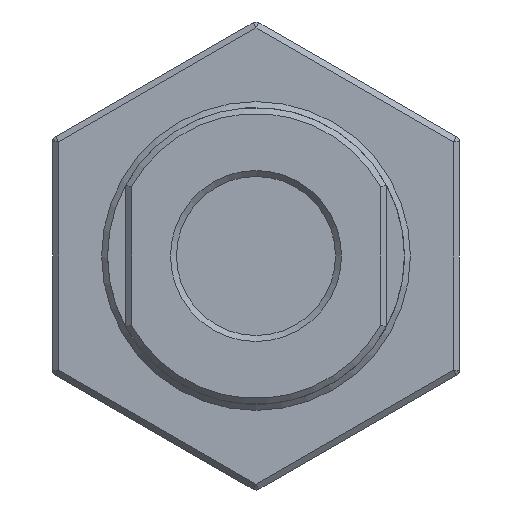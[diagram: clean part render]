
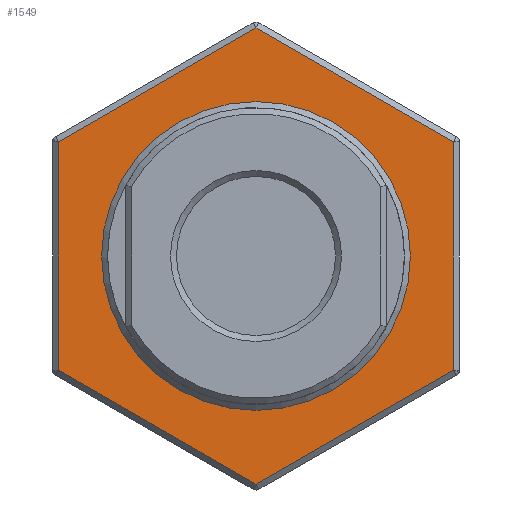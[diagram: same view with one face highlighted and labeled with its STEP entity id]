
A CAD part, front view. The second image highlights one B-rep face of the part: STEP entity #1549.
In plain terms, the highlighted planar face has unit normal (0, -1, 0).
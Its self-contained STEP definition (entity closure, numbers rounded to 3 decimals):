
#94=LINE('',#2190,#190);
#95=LINE('',#2193,#191);
#96=LINE('',#2195,#192);
#97=LINE('',#2197,#193);
#98=LINE('',#2199,#194);
#99=LINE('',#2201,#195);
#190=VECTOR('',#1849,1000.);
#191=VECTOR('',#1850,1000.);
#192=VECTOR('',#1851,1000.);
#193=VECTOR('',#1852,1000.);
#194=VECTOR('',#1853,1000.);
#195=VECTOR('',#1854,1000.);
#332=ORIENTED_EDGE('',*,*,#590,.T.);
#333=ORIENTED_EDGE('',*,*,#591,.T.);
#334=ORIENTED_EDGE('',*,*,#592,.T.);
#335=ORIENTED_EDGE('',*,*,#593,.T.);
#336=ORIENTED_EDGE('',*,*,#594,.T.);
#337=ORIENTED_EDGE('',*,*,#595,.T.);
#338=ORIENTED_EDGE('',*,*,#596,.T.);
#590=EDGE_CURVE('',#722,#723,#94,.T.);
#591=EDGE_CURVE('',#723,#724,#95,.T.);
#592=EDGE_CURVE('',#724,#725,#96,.T.);
#593=EDGE_CURVE('',#725,#726,#97,.T.);
#594=EDGE_CURVE('',#726,#727,#98,.T.);
#595=EDGE_CURVE('',#727,#722,#99,.T.);
#596=EDGE_CURVE('',#728,#728,#764,.F.);
#722=VERTEX_POINT('',#2191);
#723=VERTEX_POINT('',#2192);
#724=VERTEX_POINT('',#2194);
#725=VERTEX_POINT('',#2196);
#726=VERTEX_POINT('',#2198);
#727=VERTEX_POINT('',#2200);
#728=VERTEX_POINT('',#2203);
#764=CIRCLE('',#1653,6.45);
#809=EDGE_LOOP('',(#332,#333,#334,#335,#336,#337));
#810=EDGE_LOOP('',(#338));
#901=FACE_BOUND('',#809,.T.);
#902=FACE_BOUND('',#810,.T.);
#981=PLANE('',#1652);
#1549=ADVANCED_FACE('',(#901,#902),#981,.T.);
#1652=AXIS2_PLACEMENT_3D('',#2189,#1847,#1848);
#1653=AXIS2_PLACEMENT_3D('',#2202,#1855,#1856);
#1847=DIRECTION('',(0.,-1.,0.));
#1848=DIRECTION('',(0.,0.,-1.));
#1849=DIRECTION('',(0.,0.,1.));
#1850=DIRECTION('',(-0.866,0.,0.5));
#1851=DIRECTION('',(-0.866,0.,-0.5));
#1852=DIRECTION('',(0.,0.,-1.));
#1853=DIRECTION('',(0.866,0.,-0.5));
#1854=DIRECTION('',(0.866,0.,0.5));
#1855=DIRECTION('',(0.,-1.,0.));
#1856=DIRECTION('',(0.,0.,-1.));
#2189=CARTESIAN_POINT('',(0.,0.,0.));
#2190=CARTESIAN_POINT('',(8.25,0.,0.));
#2191=CARTESIAN_POINT('',(8.25,0.,-4.763));
#2192=CARTESIAN_POINT('',(8.25,0.,4.763));
#2193=CARTESIAN_POINT('',(4.125,0.,7.145));
#2194=CARTESIAN_POINT('',(0.,0.,9.526));
#2195=CARTESIAN_POINT('',(-4.125,0.,7.145));
#2196=CARTESIAN_POINT('',(-8.25,0.,4.763));
#2197=CARTESIAN_POINT('',(-8.25,0.,0.));
#2198=CARTESIAN_POINT('',(-8.25,0.,-4.763));
#2199=CARTESIAN_POINT('',(-4.125,0.,-7.145));
#2200=CARTESIAN_POINT('',(0.,0.,-9.526));
#2201=CARTESIAN_POINT('',(4.125,0.,-7.145));
#2202=CARTESIAN_POINT('',(0.,0.,0.));
#2203=CARTESIAN_POINT('',(0.,0.,-6.45));
